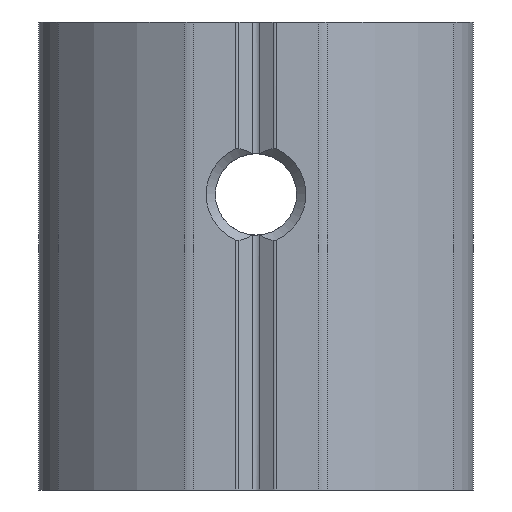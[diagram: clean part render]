
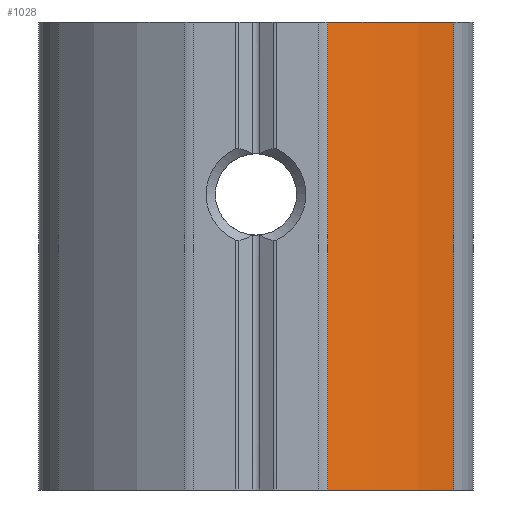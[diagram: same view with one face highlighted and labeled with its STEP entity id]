
A CAD part, front view. The second image highlights one B-rep face of the part: STEP entity #1028.
In plain terms, the highlighted cylindrical face has radius 12.4 mm (diameter 24.8 mm), a partial arc.
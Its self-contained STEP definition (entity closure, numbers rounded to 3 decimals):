
#62 = ORIENTED_EDGE ( 'NONE', *, *, #974, .F. ) ;
#117 = DIRECTION ( 'NONE',  ( 0., 0., 1. ) ) ;
#180 = VERTEX_POINT ( 'NONE', #1205 ) ;
#181 = LINE ( 'NONE', #1083, #658 ) ;
#189 = VERTEX_POINT ( 'NONE', #212 ) ;
#212 = CARTESIAN_POINT ( 'NONE',  ( 2.91, -7.677, -9.5 ) ) ;
#217 = CARTESIAN_POINT ( 'NONE',  ( -1.75, 3.814, 9.5 ) ) ;
#306 = CARTESIAN_POINT ( 'NONE',  ( -1.75, 3.814, -9.5 ) ) ;
#320 = DIRECTION ( 'NONE',  ( 0., 0., 1. ) ) ;
#322 = AXIS2_PLACEMENT_3D ( 'NONE', #217, #117, #1020 ) ;
#344 = VERTEX_POINT ( 'NONE', #949 ) ;
#397 = CIRCLE ( 'NONE', #322, 12.4 ) ;
#411 = DIRECTION ( 'NONE',  ( 0., 0., 1. ) ) ;
#434 = CIRCLE ( 'NONE', #600, 12.4 ) ;
#600 = AXIS2_PLACEMENT_3D ( 'NONE', #306, #411, #805 ) ;
#627 = CARTESIAN_POINT ( 'NONE',  ( -1.75, 3.814, -9.5 ) ) ;
#658 = VECTOR ( 'NONE', #780, 1000. ) ;
#722 = VERTEX_POINT ( 'NONE', #1165 ) ;
#780 = DIRECTION ( 'NONE',  ( 0., 0., 1. ) ) ;
#788 = AXIS2_PLACEMENT_3D ( 'NONE', #627, #320, #1114 ) ;
#797 = ORIENTED_EDGE ( 'NONE', *, *, #1034, .F. ) ;
#805 = DIRECTION ( 'NONE',  ( -1., 0., 0. ) ) ;
#859 = ORIENTED_EDGE ( 'NONE', *, *, #1196, .T. ) ;
#904 = LINE ( 'NONE', #927, #1225 ) ;
#919 = CYLINDRICAL_SURFACE ( 'NONE', #788, 12.4 ) ;
#927 = CARTESIAN_POINT ( 'NONE',  ( 2.91, -7.677, -9.5 ) ) ;
#949 = CARTESIAN_POINT ( 'NONE',  ( 8.034, -3.804, 9.5 ) ) ;
#974 = EDGE_CURVE ( 'NONE', #189, #180, #904, .T. ) ;
#1008 = DIRECTION ( 'NONE',  ( 0., 0., 1. ) ) ;
#1020 = DIRECTION ( 'NONE',  ( -1., 0., 0. ) ) ;
#1027 = ORIENTED_EDGE ( 'NONE', *, *, #1070, .T. ) ;
#1028 = ADVANCED_FACE ( 'NONE', ( #1228 ), #919, .T. ) ;
#1034 = EDGE_CURVE ( 'NONE', #180, #344, #397, .T. ) ;
#1070 = EDGE_CURVE ( 'NONE', #189, #722, #434, .T. ) ;
#1083 = CARTESIAN_POINT ( 'NONE',  ( 8.034, -3.804, -9.5 ) ) ;
#1114 = DIRECTION ( 'NONE',  ( 1., 0., 0. ) ) ;
#1165 = CARTESIAN_POINT ( 'NONE',  ( 8.034, -3.804, -9.5 ) ) ;
#1196 = EDGE_CURVE ( 'NONE', #722, #344, #181, .T. ) ;
#1205 = CARTESIAN_POINT ( 'NONE',  ( 2.91, -7.677, 9.5 ) ) ;
#1224 = EDGE_LOOP ( 'NONE', ( #797, #62, #1027, #859 ) ) ;
#1225 = VECTOR ( 'NONE', #1008, 1000. ) ;
#1228 = FACE_OUTER_BOUND ( 'NONE', #1224, .T. ) ;
